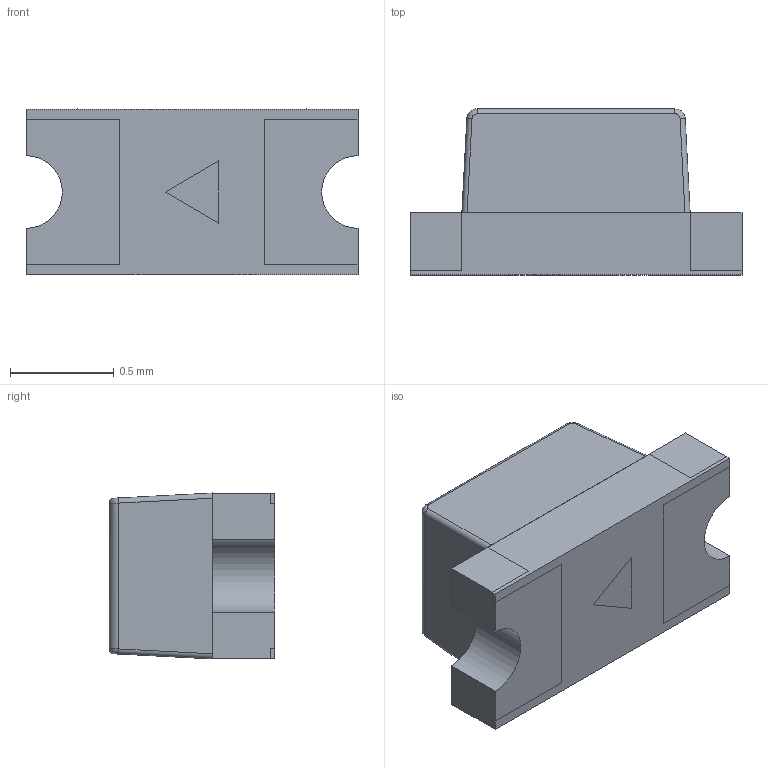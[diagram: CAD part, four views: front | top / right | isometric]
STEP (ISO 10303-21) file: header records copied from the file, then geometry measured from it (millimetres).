
FILE_DESCRIPTION (( 'STEP AP214' ), '1' );
FILE_NAME ('150060GS75000.STEP', '2023-12-22T13:55:30', ( 'LENOVO' ), ( '' ), 'SwSTEP 2.0', 'SolidWorks 2021', '' );
FILE_SCHEMA (( 'AUTOMOTIVE_DESIGN' ));
Length unit declared in the file: millimetre
Products named in the file (1): 150060GS75000
Bounding box: 1.6 x 0.8 x 0.8 mm (x, y, z)
Volume: 0.8 mm3; surface area: 9.3 mm2
Topology: 6 solids, 6 shells, 84 faces, 196 edges, 125 vertices
Faces by surface type: plane 70, cylinder 10, bspline 4
Entity records: 2443 total; most frequent: CARTESIAN_POINT 486, ORIENTED_EDGE 392, DIRECTION 358, EDGE_CURVE 196, LINE 172, VECTOR 172, VERTEX_POINT 125, AXIS2_PLACEMENT_3D 93
